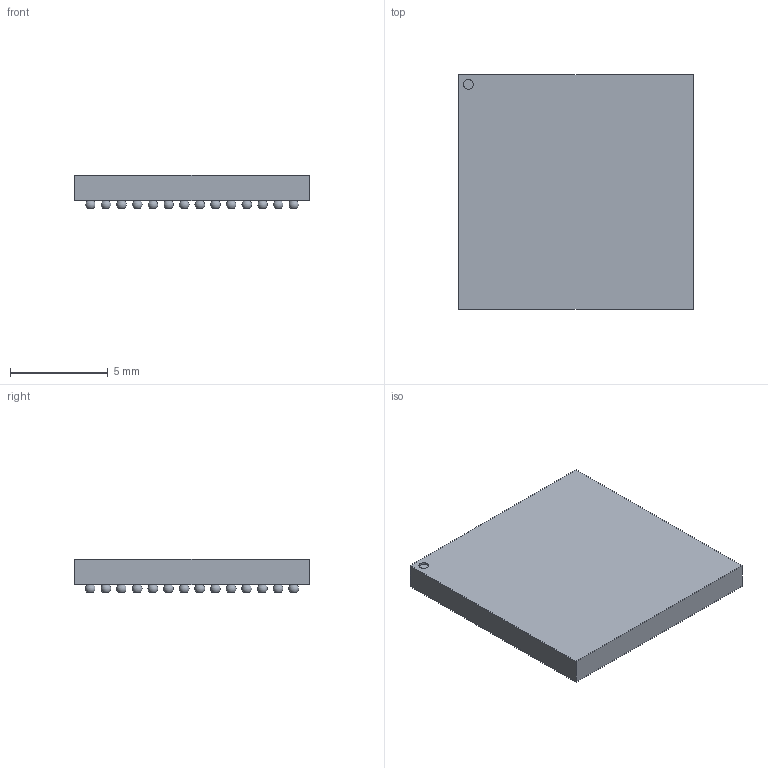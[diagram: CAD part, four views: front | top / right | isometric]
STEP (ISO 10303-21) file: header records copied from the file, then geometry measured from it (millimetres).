
FILE_DESCRIPTION(/* description */ (''),/* implementation_level */ '2;1');
FILE_NAME(/* name */ 'BGA196C80P14X14_1200X1200X170.stp',/* time_stamp */ '2015-03-11T08:45:32+01:00',/* author */ ('admchouv'),/* organization */ (''),/* preprocessor_version */ 'ST-DEVELOPER v15.5',/* originating_system */ 'AutoCAD Mechanical',/* authorisation */ '');
FILE_SCHEMA (('AUTOMOTIVE_DESIGN { 1 0 10303 214 3 1 1 }'));
Length unit declared in the file: millimetre
Products named in the file (1): Product
Bounding box: 12 x 12 x 1.7 mm (x, y, z)
Volume: 199.3 mm3; surface area: 501.4 mm2
Topology: 197 solids, 197 shells, 596 faces, 799 edges, 598 vertices
Faces by surface type: plane 399, sphere 196, cylinder 1
Full cylindrical faces by diameter (mm): 0.5 x1
Entity records: 9839 total; most frequent: DIRECTION 1994, CARTESIAN_POINT 1405, AXIS2_PLACEMENT_3D 991, ORIENTED_EDGE 812, EDGE_LOOP 794, FACE_OUTER_BOUND 596, ADVANCED_FACE 596, EDGE_CURVE 406
